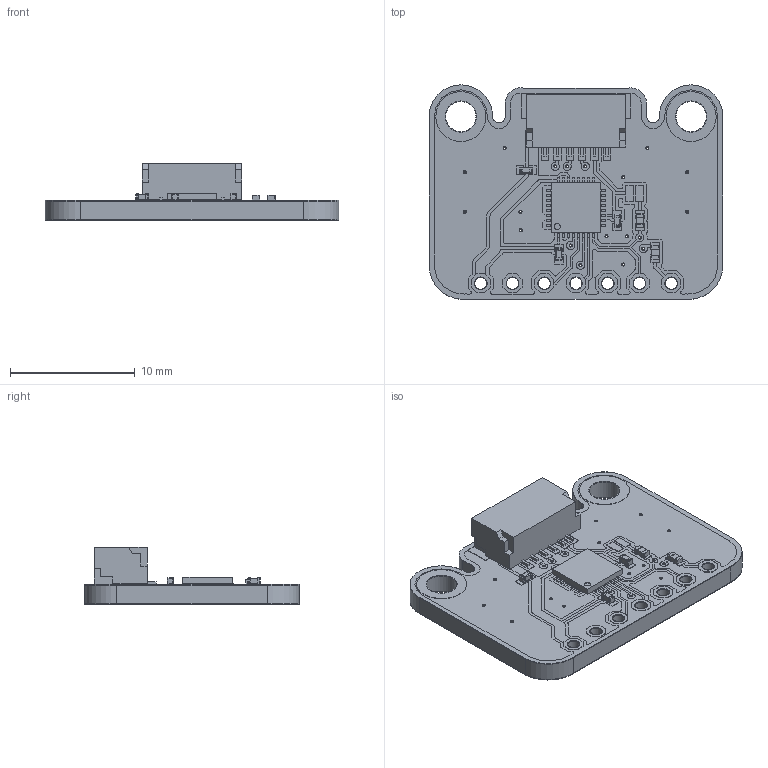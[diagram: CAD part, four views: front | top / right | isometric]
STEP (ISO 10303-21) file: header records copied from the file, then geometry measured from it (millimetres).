
FILE_DESCRIPTION(/* description */ (''),/* implementation_level */ '2;1');
FILE_NAME(/* name */ 'LaskaKit TROPIC01 module.step',/* time_stamp */ '2025-12-11T09:55:11+01:00',/* author */ (''),/* organization */ (''),/* preprocessor_version */ 'ST-DEVELOPER v20.1',/* originating_system */ 'Autodesk Translation Framework v14.21.0.0',/* authorisation */ '');
FILE_SCHEMA (('AUTOMOTIVE_DESIGN { 1 0 10303 214 3 1 1 }'));
Products named in the file (23): LaskaKit TROPIC01 module; Board; 1-copper; 16-copper; 1-soldermask; 16-soldermask; Packages; C0402; Pin1; Pin2; CeramicBody; LASKAKIT_HEART_3MM; LASKKIT_10MM_SILKSCREEN; SPI_4MM_SILKSCREEN; USUP_4MM_SILKSCREEN; 1X06_1MM_RA; 2,5-PAD; QFN40P400X400X55-33N; Body; ThermalPin; PinsArrayLR; PinsArrayTB; R0402
Assembly tree (26 placements, depth 4):
  LaskaKit TROPIC01 module
    Board
    1-copper
    16-copper
    1-soldermask
    16-soldermask
    Packages
      C0402  x3
        Pin1
        Pin2
        CeramicBody
      LASKAKIT_HEART_3MM
      LASKKIT_10MM_SILKSCREEN
      SPI_4MM_SILKSCREEN
      USUP_4MM_SILKSCREEN
      1X06_1MM_RA
      2,5-PAD  x2
      QFN40P400X400X55-33N
        Body
        ThermalPin
        PinsArrayLR
        PinsArrayTB
      R0402  x2
Bounding box: 23.5 x 17.14 x 4.58 mm (x, y, z)
Volume: 683.4 mm3; surface area: 4236.1 mm2
Topology: 191 solids, 191 shells, 2901 faces, 7309 edges, 4796 vertices
Faces by surface type: plane 2317, cylinder 474, sphere 56, bspline 54
Full cylindrical faces by diameter (mm): 0.18 x60, 0.25 x80, 0.5 x1, 0.946 x35, 1.016 x28, 2.43 x10, 2.5 x8
Entity records: 82535 total; most frequent: CARTESIAN_POINT 15337, ORIENTED_EDGE 13634, DIRECTION 12999, EDGE_CURVE 6817, LINE 5983, VECTOR 5983, VERTEX_POINT 4516, AXIS2_PLACEMENT_3D 3508
